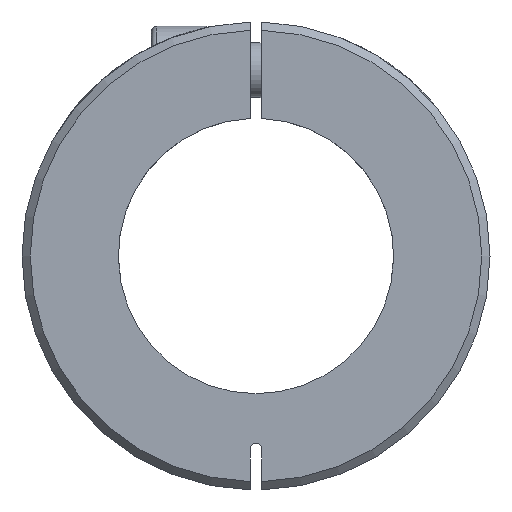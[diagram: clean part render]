
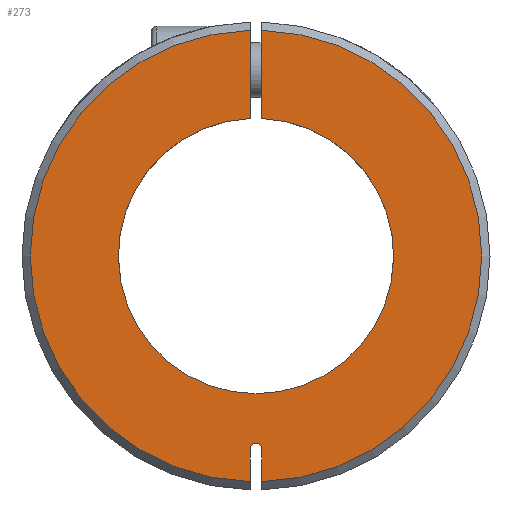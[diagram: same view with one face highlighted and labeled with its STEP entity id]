
A CAD part, left-side view. The second image highlights one B-rep face of the part: STEP entity #273.
In plain terms, the highlighted planar face has unit normal (-1, 0, 0).
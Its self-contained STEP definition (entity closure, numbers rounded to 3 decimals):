
#7 = EDGE_CURVE ( 'NONE', #5029, #844, #7045, .T. ) ;
#102 = DIRECTION ( 'NONE',  ( 0., 0., -1. ) ) ;
#135 = CARTESIAN_POINT ( 'NONE',  ( -62., -1., -35. ) ) ;
#176 = LINE ( 'NONE', #7139, #2868 ) ;
#273 = ADVANCED_FACE ( 'NONE', ( #5320 ), #7052, .F. ) ;
#658 = VERTEX_POINT ( 'NONE', #135 ) ;
#775 = CARTESIAN_POINT ( 'NONE',  ( -62., -1., -34. ) ) ;
#797 = VERTEX_POINT ( 'NONE', #5161 ) ;
#799 = EDGE_CURVE ( 'NONE', #2321, #1021, #4530, .T. ) ;
#844 = VERTEX_POINT ( 'NONE', #2232 ) ;
#914 = CIRCLE ( 'NONE', #5174, 1. ) ;
#982 = ORIENTED_EDGE ( 'NONE', *, *, #2117, .F. ) ;
#1021 = VERTEX_POINT ( 'NONE', #6328 ) ;
#1124 = CARTESIAN_POINT ( 'NONE',  ( -62., 0., -35. ) ) ;
#1161 = VECTOR ( 'NONE', #102, 1000. ) ;
#1187 = ORIENTED_EDGE ( 'NONE', *, *, #2020, .T. ) ;
#1231 = AXIS2_PLACEMENT_3D ( 'NONE', #1124, #2188, #7462 ) ;
#1238 = DIRECTION ( 'NONE',  ( 0., 0., -1. ) ) ;
#1416 = CARTESIAN_POINT ( 'NONE',  ( -62., 1., -35. ) ) ;
#1548 = CARTESIAN_POINT ( 'NONE',  ( -62., 1., 40.988 ) ) ;
#1731 = DIRECTION ( 'NONE',  ( -1., 0., 0. ) ) ;
#1806 = DIRECTION ( 'NONE',  ( 0., 0., -1. ) ) ;
#1841 = CARTESIAN_POINT ( 'NONE',  ( -62., 0., 0. ) ) ;
#1916 = DIRECTION ( 'NONE',  ( 0., 0., 1. ) ) ;
#1944 = EDGE_CURVE ( 'NONE', #1021, #658, #914, .T. ) ;
#2020 = EDGE_CURVE ( 'NONE', #797, #2321, #2169, .T. ) ;
#2117 = EDGE_CURVE ( 'NONE', #4846, #844, #176, .T. ) ;
#2169 = LINE ( 'NONE', #6259, #3832 ) ;
#2188 = DIRECTION ( 'NONE',  ( 1., 0., 0. ) ) ;
#2225 = DIRECTION ( 'NONE',  ( 0., 0., 1. ) ) ;
#2232 = CARTESIAN_POINT ( 'NONE',  ( -62., -1., 40.988 ) ) ;
#2288 = CARTESIAN_POINT ( 'NONE',  ( -62., 0., 0. ) ) ;
#2317 = DIRECTION ( 'NONE',  ( -1., 0., 0. ) ) ;
#2321 = VERTEX_POINT ( 'NONE', #1416 ) ;
#2340 = EDGE_CURVE ( 'NONE', #658, #5029, #4258, .T. ) ;
#2484 = VECTOR ( 'NONE', #5350, 1000. ) ;
#2562 = CARTESIAN_POINT ( 'NONE',  ( -62., 25., 0. ) ) ;
#2637 = DIRECTION ( 'NONE',  ( 1., 0., 0. ) ) ;
#2746 = AXIS2_PLACEMENT_3D ( 'NONE', #1841, #1731, #1238 ) ;
#2831 = CIRCLE ( 'NONE', #2951, 25. ) ;
#2868 = VECTOR ( 'NONE', #1916, 1000. ) ;
#2912 = ORIENTED_EDGE ( 'NONE', *, *, #6542, .T. ) ;
#2951 = AXIS2_PLACEMENT_3D ( 'NONE', #3281, #5755, #2225 ) ;
#2999 = CIRCLE ( 'NONE', #2746, 41. ) ;
#3211 = EDGE_CURVE ( 'NONE', #3737, #4846, #2831, .T. ) ;
#3281 = CARTESIAN_POINT ( 'NONE',  ( -62., 0., 0. ) ) ;
#3593 = DIRECTION ( 'NONE',  ( 0., 0., -1. ) ) ;
#3728 = ORIENTED_EDGE ( 'NONE', *, *, #799, .T. ) ;
#3737 = VERTEX_POINT ( 'NONE', #7179 ) ;
#3832 = VECTOR ( 'NONE', #5585, 1000. ) ;
#4071 = EDGE_CURVE ( 'NONE', #3737, #4440, #5930, .T. ) ;
#4258 = LINE ( 'NONE', #775, #1161 ) ;
#4436 = ORIENTED_EDGE ( 'NONE', *, *, #1944, .T. ) ;
#4440 = VERTEX_POINT ( 'NONE', #1548 ) ;
#4530 = CIRCLE ( 'NONE', #1231, 1. ) ;
#4823 = DIRECTION ( 'NONE',  ( 1., 0., 0. ) ) ;
#4846 = VERTEX_POINT ( 'NONE', #6832 ) ;
#4889 = ORIENTED_EDGE ( 'NONE', *, *, #4071, .T. ) ;
#4977 = DIRECTION ( 'NONE',  ( 0., 0., -1. ) ) ;
#5029 = VERTEX_POINT ( 'NONE', #5265 ) ;
#5161 = CARTESIAN_POINT ( 'NONE',  ( -62., 1., -40.988 ) ) ;
#5174 = AXIS2_PLACEMENT_3D ( 'NONE', #5315, #4823, #3593 ) ;
#5265 = CARTESIAN_POINT ( 'NONE',  ( -62., -1., -40.988 ) ) ;
#5315 = CARTESIAN_POINT ( 'NONE',  ( -62., 0., -35. ) ) ;
#5320 = FACE_OUTER_BOUND ( 'NONE', #5760, .T. ) ;
#5350 = DIRECTION ( 'NONE',  ( 0., 0., 1. ) ) ;
#5493 = AXIS2_PLACEMENT_3D ( 'NONE', #2562, #2637, #4977 ) ;
#5585 = DIRECTION ( 'NONE',  ( 0., 0., 1. ) ) ;
#5755 = DIRECTION ( 'NONE',  ( -1., 0., 0. ) ) ;
#5760 = EDGE_LOOP ( 'NONE', ( #2912, #1187, #3728, #4436, #6357, #6762, #982, #6646, #4889 ) ) ;
#5864 = AXIS2_PLACEMENT_3D ( 'NONE', #2288, #2317, #1806 ) ;
#5930 = LINE ( 'NONE', #6380, #2484 ) ;
#6259 = CARTESIAN_POINT ( 'NONE',  ( -62., 1., -34. ) ) ;
#6328 = CARTESIAN_POINT ( 'NONE',  ( -62., 0., -34. ) ) ;
#6357 = ORIENTED_EDGE ( 'NONE', *, *, #2340, .T. ) ;
#6380 = CARTESIAN_POINT ( 'NONE',  ( -62., 1., -24. ) ) ;
#6542 = EDGE_CURVE ( 'NONE', #4440, #797, #2999, .T. ) ;
#6646 = ORIENTED_EDGE ( 'NONE', *, *, #3211, .F. ) ;
#6762 = ORIENTED_EDGE ( 'NONE', *, *, #7, .T. ) ;
#6832 = CARTESIAN_POINT ( 'NONE',  ( -62., -1., 24.98 ) ) ;
#7045 = CIRCLE ( 'NONE', #5864, 41. ) ;
#7052 = PLANE ( 'NONE',  #5493 ) ;
#7139 = CARTESIAN_POINT ( 'NONE',  ( -62., -1., -24. ) ) ;
#7179 = CARTESIAN_POINT ( 'NONE',  ( -62., 1., 24.98 ) ) ;
#7462 = DIRECTION ( 'NONE',  ( 0., 0., -1. ) ) ;
